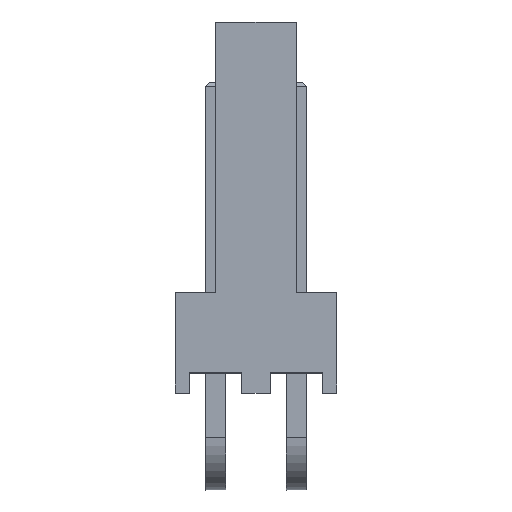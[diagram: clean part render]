
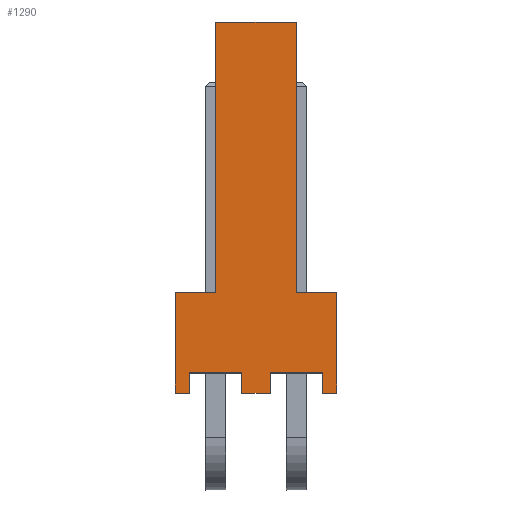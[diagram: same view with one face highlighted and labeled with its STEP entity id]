
A CAD part, top view. The second image highlights one B-rep face of the part: STEP entity #1290.
In plain terms, the highlighted planar face has unit normal (0, 0, 1).
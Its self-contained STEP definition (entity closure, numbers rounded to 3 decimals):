
#100=FACE_OUTER_BOUND('',#173,.T.);
#173=EDGE_LOOP('',(#1115,#1116,#1117,#1118,#1119,#1120,#1121,#1122,#1123,
#1124,#1125,#1126,#1127,#1128,#1129,#1130));
#229=LINE('',#1842,#397);
#236=LINE('',#1855,#404);
#241=LINE('',#1866,#409);
#252=LINE('',#1890,#420);
#260=LINE('',#1907,#428);
#286=LINE('',#1959,#454);
#294=LINE('',#1974,#462);
#312=LINE('',#2012,#480);
#316=LINE('',#2020,#484);
#320=LINE('',#2027,#488);
#323=LINE('',#2033,#491);
#324=LINE('',#2036,#492);
#342=LINE('',#2071,#510);
#343=LINE('',#2074,#511);
#344=LINE('',#2075,#512);
#345=LINE('',#2076,#513);
#397=VECTOR('',#1506,0.635);
#404=VECTOR('',#1517,0.889);
#409=VECTOR('',#1528,1.651);
#420=VECTOR('',#1545,0.635);
#428=VECTOR('',#1559,0.635);
#454=VECTOR('',#1605,1.651);
#462=VECTOR('',#1617,0.445);
#480=VECTOR('',#1653,0.635);
#484=VECTOR('',#1659,8.509);
#488=VECTOR('',#1665,2.54);
#491=VECTOR('',#1670,8.509);
#492=VECTOR('',#1673,3.175);
#510=VECTOR('',#1709,0.445);
#511=VECTOR('',#1712,3.175);
#512=VECTOR('',#1713,1.27);
#513=VECTOR('',#1714,1.27);
#553=VERTEX_POINT('',#1840);
#554=VERTEX_POINT('',#1841);
#558=VERTEX_POINT('',#1853);
#561=VERTEX_POINT('',#1865);
#571=VERTEX_POINT('',#1889);
#577=VERTEX_POINT('',#1906);
#593=VERTEX_POINT('',#1958);
#598=VERTEX_POINT('',#1971);
#609=VERTEX_POINT('',#2011);
#611=VERTEX_POINT('',#2017);
#612=VERTEX_POINT('',#2019);
#614=VERTEX_POINT('',#2025);
#616=VERTEX_POINT('',#2031);
#617=VERTEX_POINT('',#2035);
#625=VERTEX_POINT('',#2069);
#626=VERTEX_POINT('',#2073);
#685=EDGE_CURVE('',#553,#554,#229,.T.);
#692=EDGE_CURVE('',#558,#554,#236,.T.);
#697=EDGE_CURVE('',#561,#553,#241,.T.);
#708=EDGE_CURVE('',#558,#571,#252,.T.);
#716=EDGE_CURVE('',#577,#561,#260,.T.);
#742=EDGE_CURVE('',#571,#593,#286,.T.);
#750=EDGE_CURVE('',#577,#598,#294,.T.);
#768=EDGE_CURVE('',#593,#609,#312,.T.);
#772=EDGE_CURVE('',#612,#611,#316,.T.);
#776=EDGE_CURVE('',#611,#614,#320,.T.);
#779=EDGE_CURVE('',#614,#616,#323,.T.);
#780=EDGE_CURVE('',#617,#598,#324,.T.);
#798=EDGE_CURVE('',#609,#625,#342,.T.);
#799=EDGE_CURVE('',#625,#626,#343,.T.);
#800=EDGE_CURVE('',#612,#626,#344,.T.);
#801=EDGE_CURVE('',#617,#616,#345,.T.);
#1115=ORIENTED_EDGE('',*,*,#708,.T.);
#1116=ORIENTED_EDGE('',*,*,#742,.T.);
#1117=ORIENTED_EDGE('',*,*,#768,.T.);
#1118=ORIENTED_EDGE('',*,*,#798,.T.);
#1119=ORIENTED_EDGE('',*,*,#799,.T.);
#1120=ORIENTED_EDGE('',*,*,#800,.F.);
#1121=ORIENTED_EDGE('',*,*,#772,.T.);
#1122=ORIENTED_EDGE('',*,*,#776,.T.);
#1123=ORIENTED_EDGE('',*,*,#779,.T.);
#1124=ORIENTED_EDGE('',*,*,#801,.F.);
#1125=ORIENTED_EDGE('',*,*,#780,.T.);
#1126=ORIENTED_EDGE('',*,*,#750,.F.);
#1127=ORIENTED_EDGE('',*,*,#716,.T.);
#1128=ORIENTED_EDGE('',*,*,#697,.T.);
#1129=ORIENTED_EDGE('',*,*,#685,.T.);
#1130=ORIENTED_EDGE('',*,*,#692,.F.);
#1219=PLANE('',#1389);
#1290=ADVANCED_FACE('',(#100),#1219,.T.);
#1389=AXIS2_PLACEMENT_3D('',#2072,#1710,#1711);
#1506=DIRECTION('',(0.,-1.,0.));
#1517=DIRECTION('',(-1.,0.,0.));
#1528=DIRECTION('',(1.,0.,0.));
#1545=DIRECTION('',(0.,1.,0.));
#1559=DIRECTION('',(0.,1.,0.));
#1605=DIRECTION('',(1.,0.,0.));
#1617=DIRECTION('',(-1.,0.,0.));
#1653=DIRECTION('',(0.,-1.,0.));
#1659=DIRECTION('',(0.,1.,0.));
#1665=DIRECTION('',(-1.,0.,0.));
#1670=DIRECTION('',(0.,-1.,0.));
#1673=DIRECTION('',(0.,-1.,0.));
#1709=DIRECTION('',(1.,0.,0.));
#1710=DIRECTION('center_axis',(0.,0.,1.));
#1711=DIRECTION('ref_axis',(1.,0.,0.));
#1712=DIRECTION('',(0.,1.,0.));
#1713=DIRECTION('',(1.,0.,0.));
#1714=DIRECTION('',(1.,0.,0.));
#1840=CARTESIAN_POINT('',(0.826,3.353,5.842));
#1841=CARTESIAN_POINT('',(0.826,2.718,5.842));
#1842=CARTESIAN_POINT('',(0.826,3.353,5.842));
#1853=CARTESIAN_POINT('',(1.715,2.718,5.842));
#1855=CARTESIAN_POINT('',(1.715,2.718,5.842));
#1865=CARTESIAN_POINT('',(-0.826,3.353,5.842));
#1866=CARTESIAN_POINT('',(-0.826,3.353,5.842));
#1889=CARTESIAN_POINT('',(1.715,3.353,5.842));
#1890=CARTESIAN_POINT('',(1.715,2.718,5.842));
#1906=CARTESIAN_POINT('',(-0.826,2.717,5.842));
#1907=CARTESIAN_POINT('',(-0.826,2.717,5.842));
#1958=CARTESIAN_POINT('',(3.366,3.353,5.842));
#1959=CARTESIAN_POINT('',(1.715,3.353,5.842));
#1971=CARTESIAN_POINT('',(-1.27,2.718,5.842));
#1974=CARTESIAN_POINT('',(-0.826,2.718,5.842));
#2011=CARTESIAN_POINT('',(3.366,2.718,5.842));
#2012=CARTESIAN_POINT('',(3.366,3.353,5.842));
#2017=CARTESIAN_POINT('',(2.54,14.402,5.842));
#2019=CARTESIAN_POINT('',(2.54,5.893,5.842));
#2020=CARTESIAN_POINT('',(2.54,5.893,5.842));
#2025=CARTESIAN_POINT('',(0.,14.402,5.842));
#2027=CARTESIAN_POINT('',(2.54,14.402,5.842));
#2031=CARTESIAN_POINT('',(0.,5.893,5.842));
#2033=CARTESIAN_POINT('',(0.,14.402,5.842));
#2035=CARTESIAN_POINT('',(-1.27,5.893,5.842));
#2036=CARTESIAN_POINT('',(-1.27,5.893,5.842));
#2069=CARTESIAN_POINT('',(3.81,2.718,5.842));
#2071=CARTESIAN_POINT('',(3.366,2.718,5.842));
#2072=CARTESIAN_POINT('Origin',(3.912,2.484,5.842));
#2073=CARTESIAN_POINT('',(3.81,5.893,5.842));
#2074=CARTESIAN_POINT('',(3.81,2.718,5.842));
#2075=CARTESIAN_POINT('',(2.54,5.893,5.842));
#2076=CARTESIAN_POINT('',(-1.27,5.893,5.842));
